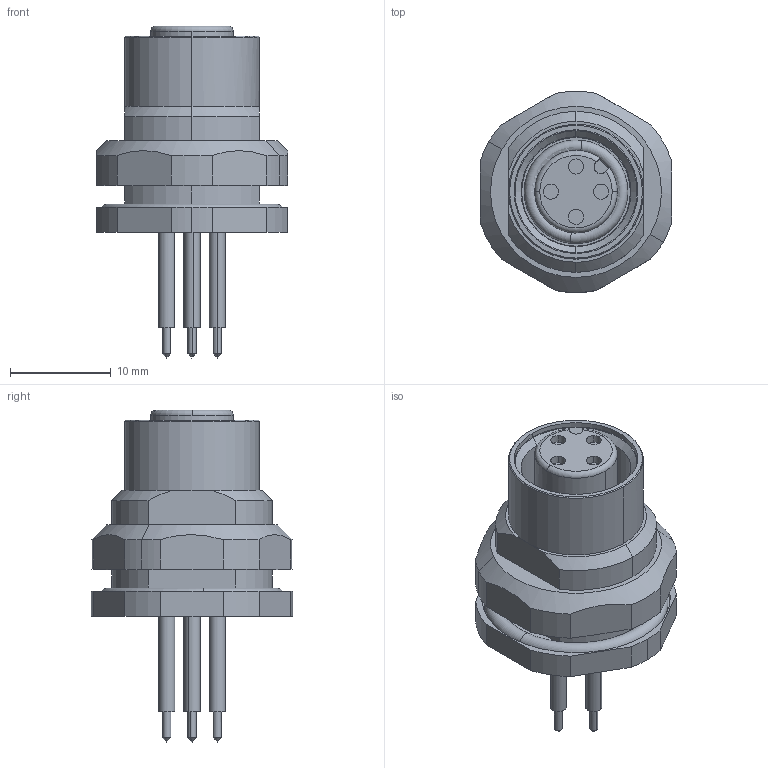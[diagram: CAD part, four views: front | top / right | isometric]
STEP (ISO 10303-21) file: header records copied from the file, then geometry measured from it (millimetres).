
FILE_DESCRIPTION(('CATIA V5 STEP Exchange','CAx-IF Rec.Pracs.--- Model Styling and Organization---1.4--- 2014-01-23'),'2;1');
FILE_NAME ('030233-2_0_2421660000_2421660000.stp','2022-01-06T07:47:06+00:00',('none'),('Weidmueller'),'CATIA Version 5-6 Release 2016 SP3 HF44','CATIA V5 STEP AP214','none');
FILE_SCHEMA(('AUTOMOTIVE_DESIGN { 1 0 10303 214 1 1 1 1 }'));
Length unit declared in the file: millimetre
Products named in the file (1): 2421660000
Bounding box: 19 x 20 x 33 mm (x, y, z)
Volume: 3796 mm3; surface area: 2977.7 mm2
Topology: 7 solids, 7 shells, 157 faces, 386 edges, 250 vertices
Faces by surface type: cylinder 76, plane 52, cone 22, torus 7
Entity records: 4949 total; most frequent: CARTESIAN_POINT 1459, ORIENTED_EDGE 756, DIRECTION 578, EDGE_CURVE 378, AXIS2_PLACEMENT_3D 289, VERTEX_POINT 250, EDGE_LOOP 174, ADVANCED_FACE 157
